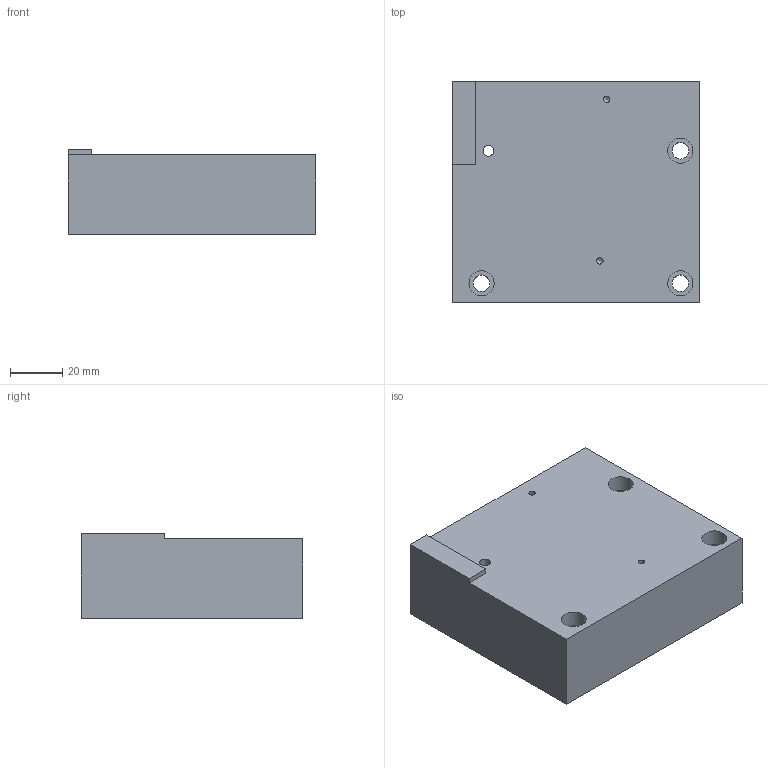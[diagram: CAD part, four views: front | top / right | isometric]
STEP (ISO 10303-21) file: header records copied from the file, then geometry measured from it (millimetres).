
FILE_DESCRIPTION(/* description */ (''),/* implementation_level */ '2;1');
FILE_NAME(/* name */ 'baseblock for AOTF.stp',/* time_stamp */ '2022-05-25T17:43:14-04:00',/* author */ ('kk4764'),/* organization */ (''),/* preprocessor_version */ 'ST-DEVELOPER v18.1',/* originating_system */ 'Autodesk Inventor 2022',/* authorisation */ '');
FILE_SCHEMA (('AUTOMOTIVE_DESIGN { 1 0 10303 214 3 1 1 }'));
Length unit declared in the file: millimetre
Products named in the file (1): baseblock for AOTF
Bounding box: 95 x 85 x 32.52 mm (x, y, z)
Volume: 242196.9 mm3; surface area: 29827.7 mm2
Topology: 1 solids, 1 shells, 25 faces, 55 edges, 36 vertices
Faces by surface type: plane 13, cylinder 10, cone 2
Full cylindrical faces by diameter (mm): 2.459 x2, 4.166 x1, 6.35 x3, 7.112 x1, 9.652 x3
Entity records: 740 total; most frequent: DIRECTION 125, CARTESIAN_POINT 115, ORIENTED_EDGE 106, EDGE_CURVE 53, AXIS2_PLACEMENT_3D 46, EDGE_LOOP 39, VERTEX_POINT 36, LINE 33
